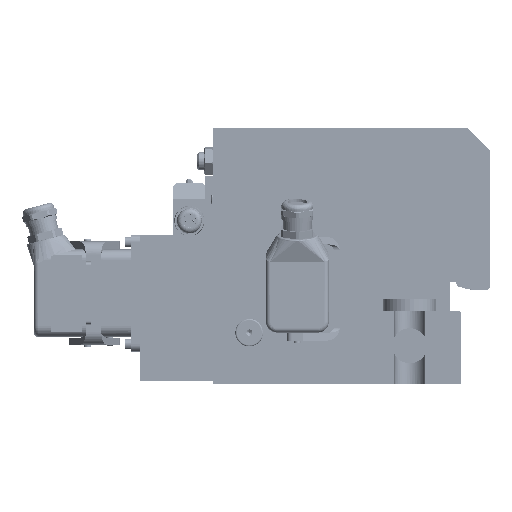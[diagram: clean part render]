
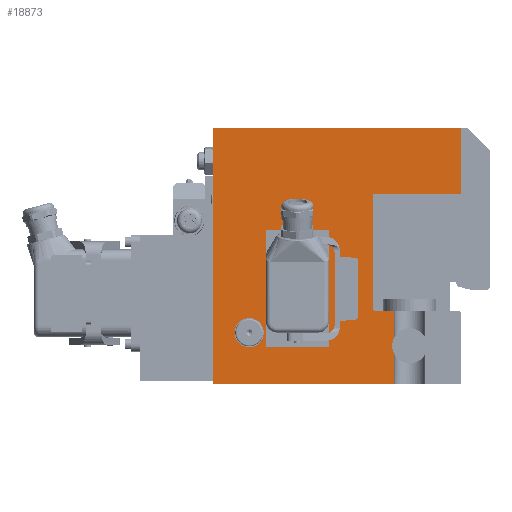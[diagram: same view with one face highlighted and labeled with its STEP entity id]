
A CAD part, front view. The second image highlights one B-rep face of the part: STEP entity #18873.
In plain terms, the highlighted planar face has unit normal (0, -1, 0).
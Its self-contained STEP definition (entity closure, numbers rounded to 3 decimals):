
#18873=ADVANCED_FACE('',(#39449,#39450,#39451,#39452,#39453,#39454),#39455,.F.);
#39449=FACE_BOUND('',#73291,.T.);
#39450=FACE_OUTER_BOUND('',#73292,.T.);
#39451=FACE_BOUND('',#73293,.T.);
#39452=FACE_BOUND('',#73294,.T.);
#39453=FACE_BOUND('',#73295,.T.);
#39454=FACE_BOUND('',#73296,.T.);
#39455=PLANE('',#73297);
#73291=EDGE_LOOP('',(#132110,#132111));
#73292=EDGE_LOOP('',(#132112,#132113,#132114,#132115,#132116,#132117,#132118,#132119,#132120,#132121,#132122,#132123));
#73293=EDGE_LOOP('',(#132124,#132125));
#73294=EDGE_LOOP('',(#132126,#132127));
#73295=EDGE_LOOP('',(#132128,#132129));
#73296=EDGE_LOOP('',(#132130,#132131));
#73297=AXIS2_PLACEMENT_3D('',#132132,#132133,#132134);
#132110=ORIENTED_EDGE('',*,*,#165570,.T.);
#132111=ORIENTED_EDGE('',*,*,#166542,.T.);
#132112=ORIENTED_EDGE('',*,*,#166660,.T.);
#132113=ORIENTED_EDGE('',*,*,#165800,.F.);
#132114=ORIENTED_EDGE('',*,*,#166119,.F.);
#132115=ORIENTED_EDGE('',*,*,#166661,.T.);
#132116=ORIENTED_EDGE('',*,*,#166662,.F.);
#132117=ORIENTED_EDGE('',*,*,#166663,.F.);
#132118=ORIENTED_EDGE('',*,*,#166664,.F.);
#132119=ORIENTED_EDGE('',*,*,#166438,.F.);
#132120=ORIENTED_EDGE('',*,*,#166521,.F.);
#132121=ORIENTED_EDGE('',*,*,#166524,.F.);
#132122=ORIENTED_EDGE('',*,*,#165934,.F.);
#132123=ORIENTED_EDGE('',*,*,#166665,.F.);
#132124=ORIENTED_EDGE('',*,*,#165396,.T.);
#132125=ORIENTED_EDGE('',*,*,#166655,.T.);
#132126=ORIENTED_EDGE('',*,*,#165409,.T.);
#132127=ORIENTED_EDGE('',*,*,#166647,.T.);
#132128=ORIENTED_EDGE('',*,*,#165422,.T.);
#132129=ORIENTED_EDGE('',*,*,#166639,.T.);
#132130=ORIENTED_EDGE('',*,*,#165435,.T.);
#132131=ORIENTED_EDGE('',*,*,#166631,.T.);
#132132=CARTESIAN_POINT('',(83.376,0.0,53.546));
#132133=DIRECTION('',(0.0,1.0,0.0));
#132134=DIRECTION('',(0.0,0.0,1.0));
#165396=EDGE_CURVE('',#198723,#198720,#198724,.T.);
#165409=EDGE_CURVE('',#198745,#198742,#198746,.T.);
#165422=EDGE_CURVE('',#198767,#198764,#198768,.T.);
#165435=EDGE_CURVE('',#198789,#198786,#198790,.T.);
#165570=EDGE_CURVE('',#199018,#199015,#199019,.T.);
#165800=EDGE_CURVE('',#199409,#199412,#199413,.T.);
#165934=EDGE_CURVE('',#199626,#199628,#199629,.T.);
#166119=EDGE_CURVE('',#199951,#199409,#199953,.T.);
#166438=EDGE_CURVE('',#200388,#200381,#200390,.T.);
#166521=EDGE_CURVE('',#200475,#200388,#200477,.T.);
#166524=EDGE_CURVE('',#199628,#200475,#200480,.T.);
#166542=EDGE_CURVE('',#199015,#199018,#200498,.T.);
#166631=EDGE_CURVE('',#198786,#198789,#200592,.T.);
#166639=EDGE_CURVE('',#198764,#198767,#200600,.T.);
#166647=EDGE_CURVE('',#198742,#198745,#200608,.T.);
#166655=EDGE_CURVE('',#198720,#198723,#200616,.T.);
#166660=EDGE_CURVE('',#200621,#199412,#200622,.T.);
#166661=EDGE_CURVE('',#199951,#200623,#200624,.T.);
#166662=EDGE_CURVE('',#200625,#200623,#200626,.T.);
#166663=EDGE_CURVE('',#200627,#200625,#200628,.T.);
#166664=EDGE_CURVE('',#200381,#200627,#200629,.T.);
#166665=EDGE_CURVE('',#200621,#199626,#200630,.T.);
#198720=VERTEX_POINT('',#249647);
#198723=VERTEX_POINT('',#249651);
#198724=CIRCLE('',#249652,1.62);
#198742=VERTEX_POINT('',#249675);
#198745=VERTEX_POINT('',#249679);
#198746=CIRCLE('',#249680,1.62);
#198764=VERTEX_POINT('',#249703);
#198767=VERTEX_POINT('',#249707);
#198768=CIRCLE('',#249708,1.62);
#198786=VERTEX_POINT('',#249731);
#198789=VERTEX_POINT('',#249735);
#198790=CIRCLE('',#249736,1.62);
#199015=VERTEX_POINT('',#250022);
#199018=VERTEX_POINT('',#250026);
#199019=CIRCLE('',#250027,10.0);
#199409=VERTEX_POINT('',#250854);
#199412=VERTEX_POINT('',#250858);
#199413=CIRCLE('',#250859,12.0);
#199626=VERTEX_POINT('',#251165);
#199628=VERTEX_POINT('',#251168);
#199629=LINE('',#251169,#251170);
#199951=VERTEX_POINT('',#251622);
#199953=CIRCLE('',#251625,12.0);
#200381=VERTEX_POINT('',#252165);
#200388=VERTEX_POINT('',#252176);
#200390=LINE('',#252179,#252180);
#200475=VERTEX_POINT('',#252290);
#200477=LINE('',#252293,#252294);
#200480=LINE('',#252298,#252299);
#200498=CIRCLE('',#252317,10.0);
#200592=CIRCLE('',#252418,1.62);
#200600=CIRCLE('',#252426,1.62);
#200608=CIRCLE('',#252434,1.62);
#200616=CIRCLE('',#252442,1.62);
#200621=VERTEX_POINT('',#252447);
#200622=LINE('',#252448,#252449);
#200623=VERTEX_POINT('',#252450);
#200624=LINE('',#252451,#252452);
#200625=VERTEX_POINT('',#252453);
#200626=LINE('',#252454,#252455);
#200627=VERTEX_POINT('',#252456);
#200628=LINE('',#252457,#252458);
#200629=LINE('',#252459,#252460);
#200630=LINE('',#252461,#252462);
#249647=CARTESIAN_POINT('',(42.0,0.,31.62));
#249651=CARTESIAN_POINT('',(42.0,0.,28.38));
#249652=AXIS2_PLACEMENT_3D('',#285467,#285468,#285469);
#249675=CARTESIAN_POINT('',(74.0,0.,101.62));
#249679=CARTESIAN_POINT('',(74.0,0.,98.38));
#249680=AXIS2_PLACEMENT_3D('',#285485,#285486,#285487);
#249703=CARTESIAN_POINT('',(74.0,0.,31.62));
#249707=CARTESIAN_POINT('',(74.0,0.,28.38));
#249708=AXIS2_PLACEMENT_3D('',#285503,#285504,#285505);
#249731=CARTESIAN_POINT('',(42.0,0.,101.62));
#249735=CARTESIAN_POINT('',(42.0,0.,98.38));
#249736=AXIS2_PLACEMENT_3D('',#285521,#285522,#285523);
#250022=CARTESIAN_POINT('',(25.0,0.,45.0));
#250026=CARTESIAN_POINT('',(25.0,0.,25.0));
#250027=AXIS2_PLACEMENT_3D('',#285709,#285710,#285711);
#250854=CARTESIAN_POINT('',(123.,0.0,26.0));
#250858=CARTESIAN_POINT('',(124.5,0.0,20.191));
#250859=AXIS2_PLACEMENT_3D('',#286044,#286045,#286046);
#251165=CARTESIAN_POINT('',(0.0,0.0,0.0));
#251168=CARTESIAN_POINT('',(0.,0.,175.));
#251169=CARTESIAN_POINT('',(0.0,0.0,130.0));
#251170=VECTOR('',#286280,1.0);
#251622=CARTESIAN_POINT('',(124.5,0.0,31.809));
#251625=AXIS2_PLACEMENT_3D('',#286523,#286524,#286525);
#252165=CARTESIAN_POINT('',(110.0,0.0,130.0));
#252176=CARTESIAN_POINT('',(170.,0.0,130.));
#252179=CARTESIAN_POINT('',(92.5,0.0,130.));
#252180=VECTOR('',#286943,1.);
#252290=CARTESIAN_POINT('',(170.,0.0,175.));
#252293=CARTESIAN_POINT('',(170.,0.0,152.5));
#252294=VECTOR('',#287047,1.);
#252298=CARTESIAN_POINT('',(7.5,0.,175.));
#252299=VECTOR('',#287049,1.0);
#252317=AXIS2_PLACEMENT_3D('',#287068,#287069,#287070);
#252418=AXIS2_PLACEMENT_3D('',#287189,#287190,#287191);
#252426=AXIS2_PLACEMENT_3D('',#287201,#287202,#287203);
#252434=AXIS2_PLACEMENT_3D('',#287213,#287214,#287215);
#252442=AXIS2_PLACEMENT_3D('',#287225,#287226,#287227);
#252447=CARTESIAN_POINT('',(124.5,0.,0.0));
#252448=CARTESIAN_POINT('',(124.5,0.,26.773));
#252449=VECTOR('',#287231,1.0);
#252450=CARTESIAN_POINT('',(124.5,0.,50.0));
#252451=CARTESIAN_POINT('',(124.5,0.,26.773));
#252452=VECTOR('',#287232,1.0);
#252453=CARTESIAN_POINT('',(111.0,0.0,50.0));
#252454=CARTESIAN_POINT('',(124.5,0.0,50.0));
#252455=VECTOR('',#287233,1.0);
#252456=CARTESIAN_POINT('',(110.0,0.0,51.0));
#252457=CARTESIAN_POINT('',(111.0,0.0,50.0));
#252458=VECTOR('',#287234,1.);
#252459=CARTESIAN_POINT('',(110.0,0.0,51.0));
#252460=VECTOR('',#287235,1.0);
#252461=CARTESIAN_POINT('',(145.5,0.0,0.0));
#252462=VECTOR('',#287236,1.0);
#285467=CARTESIAN_POINT('',(42.0,0.,30.0));
#285468=DIRECTION('',(-0.0,1.0,0.0));
#285469=DIRECTION('',(0.,0.0,1.0));
#285485=CARTESIAN_POINT('',(74.0,0.,100.0));
#285486=DIRECTION('',(-0.0,1.0,0.0));
#285487=DIRECTION('',(0.,0.0,1.0));
#285503=CARTESIAN_POINT('',(74.0,0.,30.0));
#285504=DIRECTION('',(-0.0,1.0,0.0));
#285505=DIRECTION('',(0.,0.0,1.0));
#285521=CARTESIAN_POINT('',(42.0,0.,100.0));
#285522=DIRECTION('',(-0.0,1.0,0.0));
#285523=DIRECTION('',(0.,0.0,1.0));
#285709=CARTESIAN_POINT('',(25.0,0.,35.0));
#285710=DIRECTION('',(-0.0,1.0,0.0));
#285711=DIRECTION('',(0.,0.0,1.0));
#286044=CARTESIAN_POINT('',(135.,0.0,26.0));
#286045=DIRECTION('',(0.0,-1.0,0.0));
#286046=DIRECTION('',(1.0,0.0,0.0));
#286280=DIRECTION('',(0.0,0.0,1.0));
#286523=CARTESIAN_POINT('',(135.,0.0,26.0));
#286524=DIRECTION('',(0.0,-1.0,0.0));
#286525=DIRECTION('',(1.0,0.0,0.0));
#286943=DIRECTION('',(-1.0,0.0,0.));
#287047=DIRECTION('',(0.,0.0,-1.0));
#287049=DIRECTION('',(1.0,0.0,0.0));
#287068=CARTESIAN_POINT('',(25.0,0.,35.0));
#287069=DIRECTION('',(-0.0,1.0,0.0));
#287070=DIRECTION('',(0.,0.0,1.0));
#287189=CARTESIAN_POINT('',(42.0,0.,100.0));
#287190=DIRECTION('',(-0.0,1.0,0.0));
#287191=DIRECTION('',(0.,0.0,1.0));
#287201=CARTESIAN_POINT('',(74.0,0.,30.0));
#287202=DIRECTION('',(-0.0,1.0,0.0));
#287203=DIRECTION('',(0.,0.0,1.0));
#287213=CARTESIAN_POINT('',(74.0,0.,100.0));
#287214=DIRECTION('',(-0.0,1.0,0.0));
#287215=DIRECTION('',(0.,0.0,1.0));
#287225=CARTESIAN_POINT('',(42.0,0.,30.0));
#287226=DIRECTION('',(-0.0,1.0,0.0));
#287227=DIRECTION('',(0.,0.0,1.0));
#287231=DIRECTION('',(0.0,-0.0,1.0));
#287232=DIRECTION('',(0.0,-0.0,1.0));
#287233=DIRECTION('',(1.0,0.0,0.0));
#287234=DIRECTION('',(0.707,0.0,-0.707));
#287235=DIRECTION('',(-0.0,-0.0,-1.0));
#287236=DIRECTION('',(-1.0,-0.0,-0.0));
